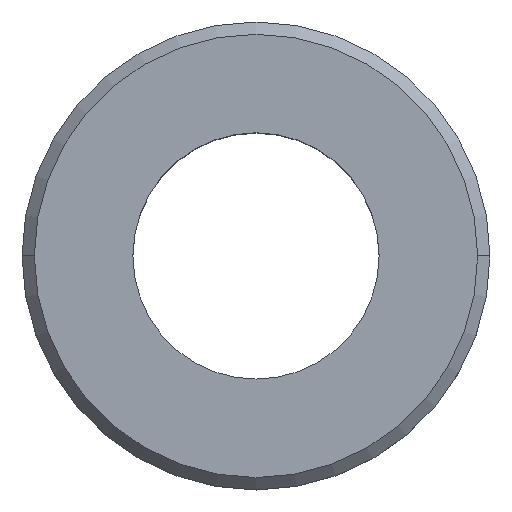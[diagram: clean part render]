
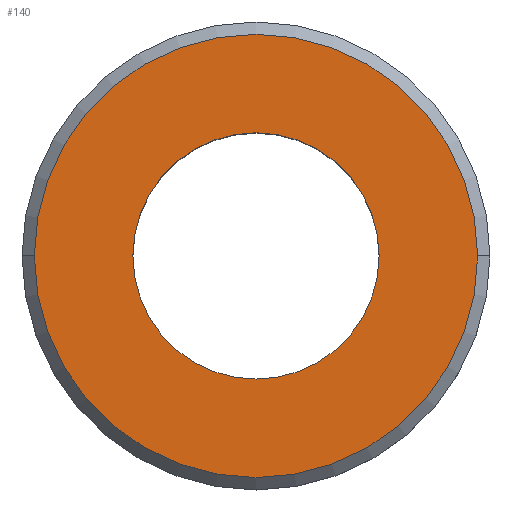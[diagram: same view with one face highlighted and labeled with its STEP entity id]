
A CAD part, top view. The second image highlights one B-rep face of the part: STEP entity #140.
In plain terms, the highlighted planar face has unit normal (0, 0, 1).
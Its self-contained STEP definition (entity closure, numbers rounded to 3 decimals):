
#72=EDGE_CURVE('',#142,#80,#184,.T.);
#80=VERTEX_POINT('',#192);
#94=EDGE_CURVE('',#152,#134,#206,.T.);
#134=VERTEX_POINT('',#253);
#140=ADVANCED_FACE('',(#259,#260),#261,.T.);
#142=VERTEX_POINT('',#263);
#148=EDGE_CURVE('',#134,#152,#270,.T.);
#152=VERTEX_POINT('',#275);
#162=EDGE_CURVE('',#80,#142,#287,.T.);
#184=CIRCLE('',#301,9.);
#192=CARTESIAN_POINT('',(-9.,0.,2.5));
#206=CIRCLE('',#331,5.0);
#253=CARTESIAN_POINT('',(5.0,0.,2.5));
#259=FACE_OUTER_BOUND('',#400,.T.);
#260=FACE_BOUND('',#401,.T.);
#261=PLANE('',#402);
#263=CARTESIAN_POINT('',(9.,0.,2.5));
#270=CIRCLE('',#414,5.0);
#275=CARTESIAN_POINT('',(-5.0,0.,2.5));
#287=CIRCLE('',#432,9.);
#301=AXIS2_PLACEMENT_3D('',#439,#440,#441);
#331=AXIS2_PLACEMENT_3D('',#453,#454,#455);
#400=EDGE_LOOP('',(#524,#525));
#401=EDGE_LOOP('',(#526,#527));
#402=AXIS2_PLACEMENT_3D('',#528,#529,#530);
#414=AXIS2_PLACEMENT_3D('',#540,#541,#542);
#432=AXIS2_PLACEMENT_3D('',#567,#568,#569);
#439=CARTESIAN_POINT('',(0.0,0.,2.5));
#440=DIRECTION('',(0.0,0.0,-1.0));
#441=DIRECTION('',(1.0,0.,0.0));
#453=CARTESIAN_POINT('',(0.0,0.,2.5));
#454=DIRECTION('',(0.0,0.0,-1.0));
#455=DIRECTION('',(1.0,0.,0.0));
#524=ORIENTED_EDGE('',*,*,#72,.F.);
#525=ORIENTED_EDGE('',*,*,#162,.F.);
#526=ORIENTED_EDGE('',*,*,#148,.T.);
#527=ORIENTED_EDGE('',*,*,#94,.T.);
#528=CARTESIAN_POINT('',(7.,0.,2.5));
#529=DIRECTION('',(0.0,0.0,1.0));
#530=DIRECTION('',(-1.0,0.,0.0));
#540=CARTESIAN_POINT('',(0.0,0.,2.5));
#541=DIRECTION('',(0.0,0.0,-1.0));
#542=DIRECTION('',(1.0,0.,0.0));
#567=CARTESIAN_POINT('',(0.0,0.,2.5));
#568=DIRECTION('',(0.0,0.0,-1.0));
#569=DIRECTION('',(1.0,0.,0.0));
